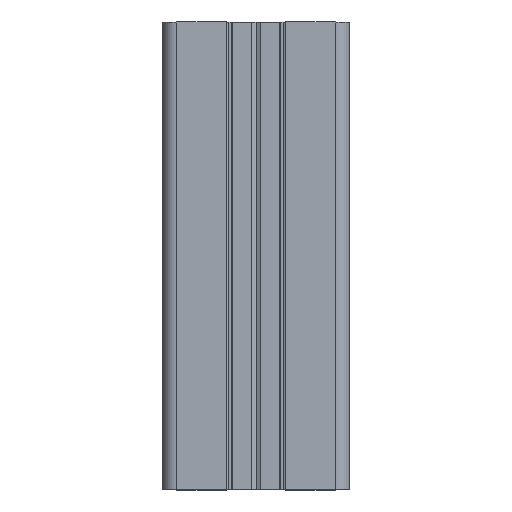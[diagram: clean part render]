
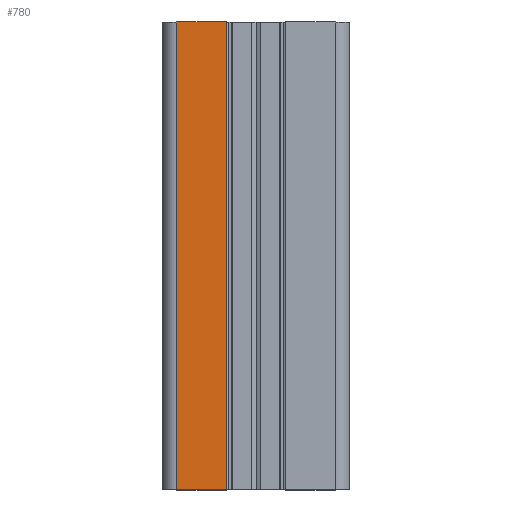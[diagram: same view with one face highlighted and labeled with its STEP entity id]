
A CAD part, top view. The second image highlights one B-rep face of the part: STEP entity #780.
In plain terms, the highlighted planar face has unit normal (0, 0, 1).
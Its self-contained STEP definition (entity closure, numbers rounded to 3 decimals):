
#780 = ADVANCED_FACE( '', ( #1763 ), #1764, .T. );
#1763 = FACE_OUTER_BOUND( '', #2946, .T. );
#1764 = PLANE( '', #2947 );
#2946 = EDGE_LOOP( '', ( #5419, #5420, #5421, #5422 ) );
#2947 = AXIS2_PLACEMENT_3D( '', #5423, #5424, #5425 );
#5419 = ORIENTED_EDGE( '', *, *, #8440, .F. );
#5420 = ORIENTED_EDGE( '', *, *, #8441, .F. );
#5421 = ORIENTED_EDGE( '', *, *, #8081, .T. );
#5422 = ORIENTED_EDGE( '', *, *, #8422, .T. );
#5423 = CARTESIAN_POINT( '', ( -6.3, 100., 60. ) );
#5424 = DIRECTION( '', ( 0., 0., 1. ) );
#5425 = DIRECTION( '', ( 0., -1., 0. ) );
#8081 = EDGE_CURVE( '', #10090, #10087, #10091, .T. );
#8422 = EDGE_CURVE( '', #10087, #10618, #10621, .T. );
#8440 = EDGE_CURVE( '', #10642, #10618, #10643, .T. );
#8441 = EDGE_CURVE( '', #10090, #10642, #10644, .T. );
#10087 = VERTEX_POINT( '', #12813 );
#10090 = VERTEX_POINT( '', #12816 );
#10091 = LINE( '', #12817, #12818 );
#10618 = VERTEX_POINT( '', #13571 );
#10621 = LINE( '', #13574, #13575 );
#10642 = VERTEX_POINT( '', #13605 );
#10643 = LINE( '', #13606, #13607 );
#10644 = LINE( '', #13608, #13609 );
#12813 = CARTESIAN_POINT( '', ( -17., 100., 60. ) );
#12816 = CARTESIAN_POINT( '', ( -6.3, 100., 60. ) );
#12817 = CARTESIAN_POINT( '', ( -6.3, 100., 60. ) );
#12818 = VECTOR( '', #15222, 1000. );
#13571 = CARTESIAN_POINT( '', ( -17., 0., 60. ) );
#13574 = CARTESIAN_POINT( '', ( -17., 100., 60. ) );
#13575 = VECTOR( '', #15677, 1000. );
#13605 = CARTESIAN_POINT( '', ( -6.3, 0., 60. ) );
#13606 = CARTESIAN_POINT( '', ( -6.3, 0., 60. ) );
#13607 = VECTOR( '', #15690, 1000. );
#13608 = CARTESIAN_POINT( '', ( -6.3, 100., 60. ) );
#13609 = VECTOR( '', #15691, 1000. );
#15222 = DIRECTION( '', ( -1., 0., 0. ) );
#15677 = DIRECTION( '', ( 0., -1., 0. ) );
#15690 = DIRECTION( '', ( -1., 0., 0. ) );
#15691 = DIRECTION( '', ( 0., -1., 0. ) );
